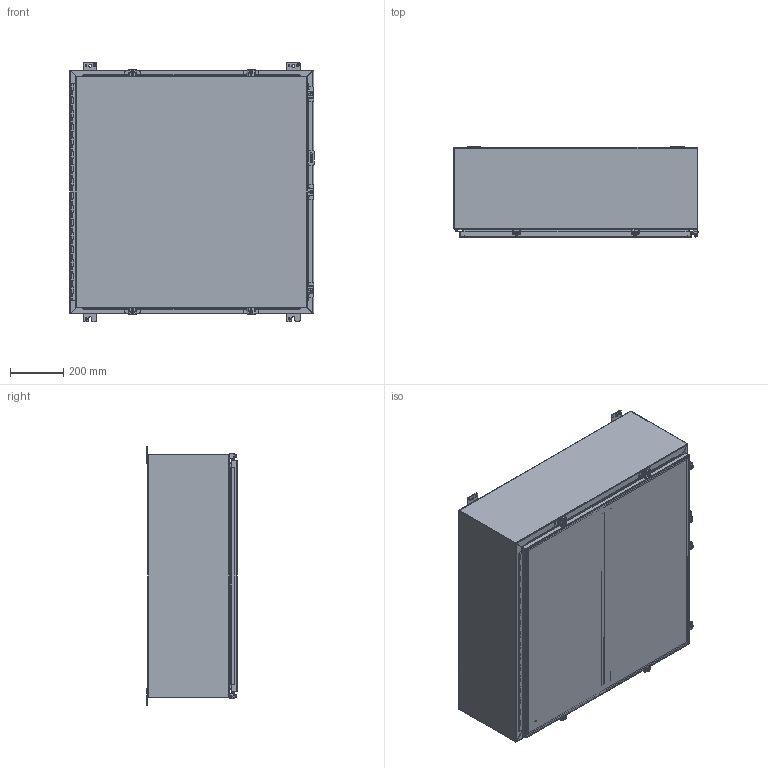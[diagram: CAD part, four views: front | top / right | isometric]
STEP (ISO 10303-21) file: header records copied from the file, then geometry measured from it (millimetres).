
FILE_DESCRIPTION (( 'STEP AP203' ), '1' );
FILE_NAME ('1418N4S16LL12_Default.step', '2019-11-01T16:13:35', ( 'ADC123' ), ( 'Microsoft' ), 'SwSTEP 2.0', 'SolidWorks 2019', '' );
FILE_SCHEMA (( 'CONFIG_CONTROL_DESIGN' ));
Length unit declared in the file: inch
Products named in the file (1): 1418N4S16LL12_Default
Bounding box: 916 x 339.73 x 971.55 mm (x, y, z)
Volume: 7785883.1 mm3; surface area: 8030815.7 mm2
Topology: 62 solids, 63 shells, 1983 faces, 5115 edges, 3329 vertices
Faces by surface type: plane 1036, cylinder 751, bspline 188, cone 8
Entity records: 69324 total; most frequent: CARTESIAN_POINT 20972, ORIENTED_EDGE 10222, DIRECTION 9773, EDGE_CURVE 5111, VERTEX_POINT 3329, AXIS2_PLACEMENT_3D 3312, VECTOR 3149, LINE 3149
